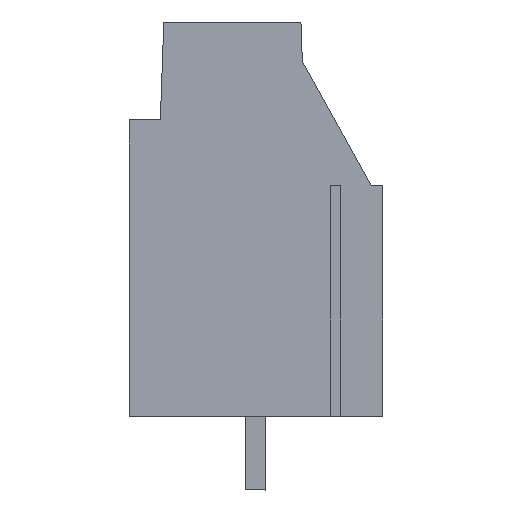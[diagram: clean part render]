
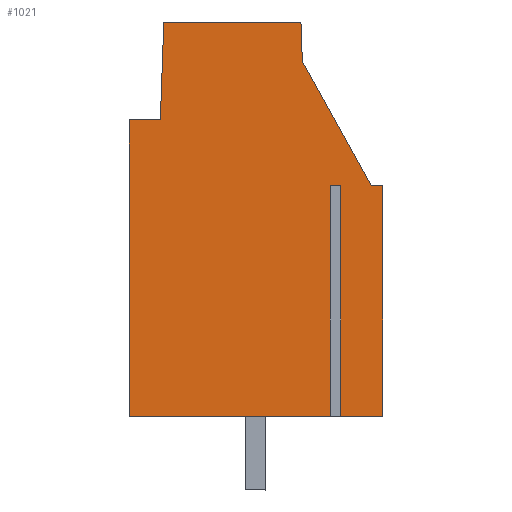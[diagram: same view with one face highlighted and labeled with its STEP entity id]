
A CAD part, left-side view. The second image highlights one B-rep face of the part: STEP entity #1021.
In plain terms, the highlighted planar face has unit normal (-1, 0, 0).
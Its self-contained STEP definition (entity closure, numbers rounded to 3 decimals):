
#913=AXIS2_PLACEMENT_3D('Plane Axis2P3D',#910,#911,#912) ;
#910=CARTESIAN_POINT('Axis2P3D Location',(0.,11.,0.)) ;
#915=CARTESIAN_POINT('Line Origine',(0.,0.912,3.2)) ;
#919=CARTESIAN_POINT('Vertex',(0.,1.825,3.2)) ;
#921=CARTESIAN_POINT('Vertex',(0.,0.,3.2)) ;
#924=CARTESIAN_POINT('Line Origine',(0.,0.,8.2)) ;
#928=CARTESIAN_POINT('Vertex',(0.,0.,13.2)) ;
#931=CARTESIAN_POINT('Line Origine',(0.,0.25,13.2)) ;
#935=CARTESIAN_POINT('Vertex',(0.,0.5,13.2)) ;
#938=CARTESIAN_POINT('Line Origine',(0.,1.995,15.896)) ;
#942=CARTESIAN_POINT('Vertex',(0.,3.49,18.592)) ;
#945=CARTESIAN_POINT('Line Origine',(0.,3.52,19.446)) ;
#949=CARTESIAN_POINT('Vertex',(0.,3.55,20.3)) ;
#952=CARTESIAN_POINT('Line Origine',(0.,6.525,20.3)) ;
#956=CARTESIAN_POINT('Vertex',(0.,9.5,20.3)) ;
#959=CARTESIAN_POINT('Line Origine',(0.,9.574,18.175)) ;
#963=CARTESIAN_POINT('Vertex',(0.,9.648,16.05)) ;
#966=CARTESIAN_POINT('Line Origine',(0.,10.324,16.05)) ;
#970=CARTESIAN_POINT('Vertex',(0.,11.,16.05)) ;
#973=CARTESIAN_POINT('Line Origine',(0.,11.,9.625)) ;
#977=CARTESIAN_POINT('Vertex',(0.,11.,3.2)) ;
#980=CARTESIAN_POINT('Line Origine',(0.,6.638,3.2)) ;
#984=CARTESIAN_POINT('Vertex',(0.,2.275,3.2)) ;
#987=CARTESIAN_POINT('Line Origine',(0.,2.275,8.2)) ;
#991=CARTESIAN_POINT('Vertex',(0.,2.275,13.2)) ;
#994=CARTESIAN_POINT('Line Origine',(0.,2.05,13.2)) ;
#998=CARTESIAN_POINT('Vertex',(0.,1.825,13.2)) ;
#1001=CARTESIAN_POINT('Line Origine',(0.,1.825,8.2)) ;
#911=DIRECTION('Axis2P3D Direction',(-1.,0.,0.)) ;
#912=DIRECTION('Axis2P3D XDirection',(0.,-1.,0.)) ;
#916=DIRECTION('Vector Direction',(0.,1.,0.)) ;
#925=DIRECTION('Vector Direction',(0.,0.,-1.)) ;
#932=DIRECTION('Vector Direction',(0.,-1.,0.)) ;
#939=DIRECTION('Vector Direction',(0.,-0.485,-0.875)) ;
#946=DIRECTION('Vector Direction',(0.,0.035,0.999)) ;
#953=DIRECTION('Vector Direction',(0.,-1.,0.)) ;
#960=DIRECTION('Vector Direction',(0.,0.035,-0.999)) ;
#967=DIRECTION('Vector Direction',(0.,-1.,0.)) ;
#974=DIRECTION('Vector Direction',(0.,0.,1.)) ;
#981=DIRECTION('Vector Direction',(0.,1.,0.)) ;
#988=DIRECTION('Vector Direction',(0.,0.,1.)) ;
#995=DIRECTION('Vector Direction',(0.,-1.,0.)) ;
#1002=DIRECTION('Vector Direction',(0.,0.,1.)) ;
#917=VECTOR('Line Direction',#916,1.) ;
#926=VECTOR('Line Direction',#925,1.) ;
#933=VECTOR('Line Direction',#932,1.) ;
#940=VECTOR('Line Direction',#939,1.) ;
#947=VECTOR('Line Direction',#946,1.) ;
#954=VECTOR('Line Direction',#953,1.) ;
#961=VECTOR('Line Direction',#960,1.) ;
#968=VECTOR('Line Direction',#967,1.) ;
#975=VECTOR('Line Direction',#974,1.) ;
#982=VECTOR('Line Direction',#981,1.) ;
#989=VECTOR('Line Direction',#988,1.) ;
#996=VECTOR('Line Direction',#995,1.) ;
#1003=VECTOR('Line Direction',#1002,1.) ;
#1007=ORIENTED_EDGE('',*,*,#923,.T.) ;
#1008=ORIENTED_EDGE('',*,*,#930,.T.) ;
#1009=ORIENTED_EDGE('',*,*,#937,.T.) ;
#1010=ORIENTED_EDGE('',*,*,#944,.T.) ;
#1011=ORIENTED_EDGE('',*,*,#951,.T.) ;
#1012=ORIENTED_EDGE('',*,*,#958,.T.) ;
#1013=ORIENTED_EDGE('',*,*,#965,.T.) ;
#1014=ORIENTED_EDGE('',*,*,#972,.T.) ;
#1015=ORIENTED_EDGE('',*,*,#979,.T.) ;
#1016=ORIENTED_EDGE('',*,*,#986,.T.) ;
#1017=ORIENTED_EDGE('',*,*,#993,.T.) ;
#1018=ORIENTED_EDGE('',*,*,#1000,.F.) ;
#1019=ORIENTED_EDGE('',*,*,#1005,.F.) ;
#1021=ADVANCED_FACE('KLSC M3x6.3.1',(#1020),#914,.T.) ;
#923=EDGE_CURVE('',#920,#922,#918,.F.) ;
#930=EDGE_CURVE('',#922,#929,#927,.F.) ;
#937=EDGE_CURVE('',#929,#936,#934,.F.) ;
#944=EDGE_CURVE('',#936,#943,#941,.F.) ;
#951=EDGE_CURVE('',#943,#950,#948,.T.) ;
#958=EDGE_CURVE('',#950,#957,#955,.F.) ;
#965=EDGE_CURVE('',#957,#964,#962,.T.) ;
#972=EDGE_CURVE('',#964,#971,#969,.F.) ;
#979=EDGE_CURVE('',#971,#978,#976,.F.) ;
#986=EDGE_CURVE('',#978,#985,#983,.F.) ;
#993=EDGE_CURVE('',#985,#992,#990,.T.) ;
#1000=EDGE_CURVE('',#999,#992,#997,.F.) ;
#1005=EDGE_CURVE('',#920,#999,#1004,.T.) ;
#1006=EDGE_LOOP('',(#1007,#1008,#1009,#1010,#1011,#1012,#1013,#1014,#1015,#1016,#1017,#1018,#1019)) ;
#1020=FACE_OUTER_BOUND('',#1006,.T.) ;
#918=LINE('Line',#915,#917) ;
#927=LINE('Line',#924,#926) ;
#934=LINE('Line',#931,#933) ;
#941=LINE('Line',#938,#940) ;
#948=LINE('Line',#945,#947) ;
#955=LINE('Line',#952,#954) ;
#962=LINE('Line',#959,#961) ;
#969=LINE('Line',#966,#968) ;
#976=LINE('Line',#973,#975) ;
#983=LINE('Line',#980,#982) ;
#990=LINE('Line',#987,#989) ;
#997=LINE('Line',#994,#996) ;
#1004=LINE('Line',#1001,#1003) ;
#914=PLANE('',#913) ;
#920=VERTEX_POINT('',#919) ;
#922=VERTEX_POINT('',#921) ;
#929=VERTEX_POINT('',#928) ;
#936=VERTEX_POINT('',#935) ;
#943=VERTEX_POINT('',#942) ;
#950=VERTEX_POINT('',#949) ;
#957=VERTEX_POINT('',#956) ;
#964=VERTEX_POINT('',#963) ;
#971=VERTEX_POINT('',#970) ;
#978=VERTEX_POINT('',#977) ;
#985=VERTEX_POINT('',#984) ;
#992=VERTEX_POINT('',#991) ;
#999=VERTEX_POINT('',#998) ;
